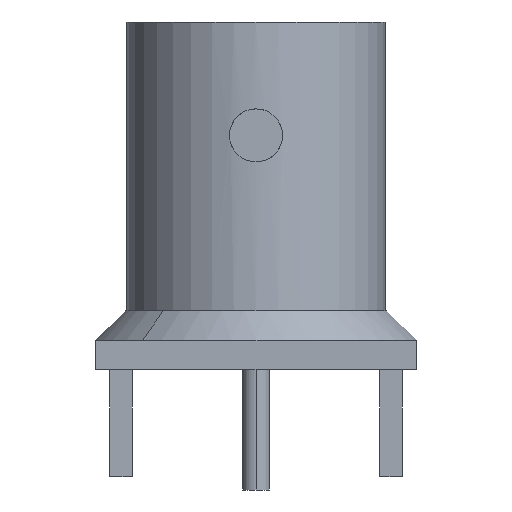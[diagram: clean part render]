
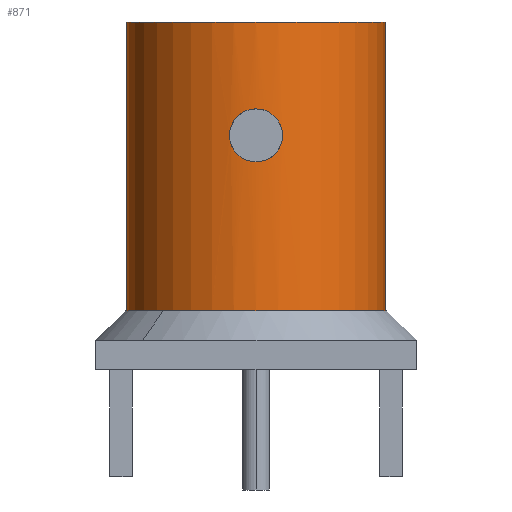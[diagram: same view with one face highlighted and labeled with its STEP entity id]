
A CAD part, front view. The second image highlights one B-rep face of the part: STEP entity #871.
In plain terms, the highlighted cylindrical face has radius 4.825 mm (diameter 9.65 mm), a partial arc.
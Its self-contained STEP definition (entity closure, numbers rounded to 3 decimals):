
#77=CARTESIAN_POINT('',(0.,0.,0.));
#78=DIRECTION('',(0.,0.,-1.));
#79=DIRECTION('',(1.,0.,0.));
#80=AXIS2_PLACEMENT_3D('',#77,#78,#79);
#97=DIRECTION('',(0.,0.,1.));
#98=VECTOR('',#97,10.8);
#99=CARTESIAN_POINT('',(4.825,0.,-10.8));
#100=LINE('',#99,#98);
#149=CARTESIAN_POINT('',(0.,0.,-10.8));
#150=DIRECTION('',(0.,0.,1.));
#151=DIRECTION('',(-1.,0.,0.));
#152=AXIS2_PLACEMENT_3D('',#149,#150,#151);
#154=DIRECTION('',(0.,0.,1.));
#155=VECTOR('',#154,10.8);
#156=CARTESIAN_POINT('',(-4.825,0.,-10.8));
#157=LINE('',#156,#155);
#158=CARTESIAN_POINT('',(-0.99,-4.722,-4.24));
#159=CARTESIAN_POINT('',(-0.99,-4.722,-4.31));
#160=CARTESIAN_POINT('',(-0.976,-4.725,
-4.446));
#161=CARTESIAN_POINT('',(-0.911,-4.738,
-4.646));
#162=CARTESIAN_POINT('',(-0.807,-4.758,
-4.826));
#163=CARTESIAN_POINT('',(-0.668,-4.779,
-4.98));
#164=CARTESIAN_POINT('',(-0.499,-4.8,
-5.103));
#165=CARTESIAN_POINT('',(-0.31,-4.816,
-5.188));
#166=CARTESIAN_POINT('',(-0.104,-4.825,
-5.232));
#167=CARTESIAN_POINT('',(0.104,-4.825,
-5.232));
#168=CARTESIAN_POINT('',(0.31,-4.816,
-5.188));
#169=CARTESIAN_POINT('',(0.499,-4.8,
-5.104));
#170=CARTESIAN_POINT('',(0.668,-4.779,
-4.98));
#171=CARTESIAN_POINT('',(0.807,-4.758,
-4.826));
#172=CARTESIAN_POINT('',(0.911,-4.738,
-4.646));
#173=CARTESIAN_POINT('',(0.976,-4.725,
-4.447));
#174=CARTESIAN_POINT('',(0.99,-4.722,-4.31));
#175=CARTESIAN_POINT('',(0.99,-4.722,-4.24));
#177=CARTESIAN_POINT('',(0.99,-4.722,-4.24));
#178=CARTESIAN_POINT('',(0.99,-4.722,-4.17));
#179=CARTESIAN_POINT('',(0.976,-4.725,
-4.034));
#180=CARTESIAN_POINT('',(0.911,-4.738,
-3.834));
#181=CARTESIAN_POINT('',(0.807,-4.758,
-3.654));
#182=CARTESIAN_POINT('',(0.668,-4.779,
-3.5));
#183=CARTESIAN_POINT('',(0.499,-4.8,
-3.377));
#184=CARTESIAN_POINT('',(0.31,-4.816,
-3.292));
#185=CARTESIAN_POINT('',(0.104,-4.825,
-3.248));
#186=CARTESIAN_POINT('',(-0.104,-4.825,
-3.248));
#187=CARTESIAN_POINT('',(-0.31,-4.816,
-3.292));
#188=CARTESIAN_POINT('',(-0.499,-4.8,
-3.376));
#189=CARTESIAN_POINT('',(-0.668,-4.779,
-3.5));
#190=CARTESIAN_POINT('',(-0.807,-4.758,
-3.654));
#191=CARTESIAN_POINT('',(-0.911,-4.738,
-3.834));
#192=CARTESIAN_POINT('',(-0.976,-4.725,
-4.033));
#193=CARTESIAN_POINT('',(-0.99,-4.722,-4.17));
#194=CARTESIAN_POINT('',(-0.99,-4.722,-4.24));
#646=CARTESIAN_POINT('',(-4.825,0.,0.));
#647=CARTESIAN_POINT('',(4.825,0.,0.));
#648=VERTEX_POINT('',#646);
#649=VERTEX_POINT('',#647);
#658=CARTESIAN_POINT('',(4.825,0.,-10.8));
#659=CARTESIAN_POINT('',(-4.825,0.,-10.8));
#660=VERTEX_POINT('',#658);
#661=VERTEX_POINT('',#659);
#768=VERTEX_POINT('',#158);
#769=VERTEX_POINT('',#175);
#854=CARTESIAN_POINT('',(0.,0.,0.));
#855=DIRECTION('',(0.,0.,1.));
#856=DIRECTION('',(1.,0.,0.));
#857=AXIS2_PLACEMENT_3D('',#854,#855,#856);
#858=CYLINDRICAL_SURFACE('',#857,4.825);
#859=ORIENTED_EDGE('',*,*,#849,.F.);
#860=ORIENTED_EDGE('',*,*,#826,.T.);
#861=ORIENTED_EDGE('',*,*,#805,.F.);
#862=ORIENTED_EDGE('',*,*,#823,.F.);
#863=EDGE_LOOP('',(#859,#860,#861,#862));
#864=FACE_OUTER_BOUND('',#863,.F.);
#866=ORIENTED_EDGE('',*,*,#865,.T.);
#868=ORIENTED_EDGE('',*,*,#867,.T.);
#869=EDGE_LOOP('',(#866,#868));
#870=FACE_BOUND('',#869,.F.);
#871=ADVANCED_FACE('',(#864,#870),#858,.T.);
#81=CIRCLE('',#80,4.825);
#153=CIRCLE('',#152,4.825);
#176=B_SPLINE_CURVE_WITH_KNOTS('',3,(#158,#159,#160,#161,#162,#163,#164,#165,
#166,#167,#168,#169,#170,#171,#172,#173,#174,#175),.UNSPECIFIED.,.F.,.F.,(4,1,1,
1,1,1,1,1,1,1,1,1,1,1,1,4),(0.,0.067,0.133,0.2,
0.267,0.333,0.4,0.467,0.533,
0.6,0.667,0.733,0.8,0.867,
0.933,1.),.UNSPECIFIED.);
#195=B_SPLINE_CURVE_WITH_KNOTS('',3,(#177,#178,#179,#180,#181,#182,#183,#184,
#185,#186,#187,#188,#189,#190,#191,#192,#193,#194),.UNSPECIFIED.,.F.,.F.,(4,1,1,
1,1,1,1,1,1,1,1,1,1,1,1,4),(0.,0.067,0.133,0.2,
0.267,0.333,0.4,0.467,0.533,
0.6,0.667,0.733,0.8,0.867,
0.933,1.),.UNSPECIFIED.);
#805=EDGE_CURVE('',#649,#648,#81,.T.);
#823=EDGE_CURVE('',#660,#649,#100,.T.);
#826=EDGE_CURVE('',#661,#648,#157,.T.);
#849=EDGE_CURVE('',#661,#660,#153,.T.);
#865=EDGE_CURVE('',#768,#769,#176,.T.);
#867=EDGE_CURVE('',#769,#768,#195,.T.);
